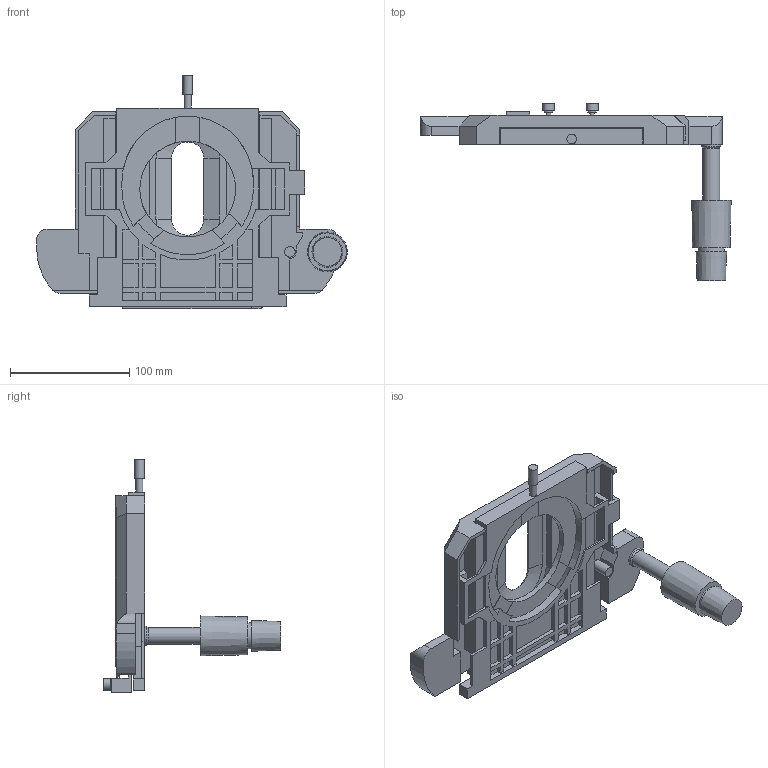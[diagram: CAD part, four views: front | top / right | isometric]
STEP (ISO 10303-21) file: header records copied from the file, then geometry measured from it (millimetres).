
FILE_DESCRIPTION(/* description */ (''),/* implementation_level */ '2;1');
FILE_NAME(/* name */ 'Temporary - XY Microscope Stage (CSS2001).step',/* time_stamp */ '2024-06-17T21:33:53-04:00',/* author */ (''),/* organization */ (''),/* preprocessor_version */ 'ST-DEVELOPER v20',/* originating_system */ 'Autodesk Translation Framework v12.20.1.177',/* authorisation */ '');
FILE_SCHEMA (('AUTOMOTIVE_DESIGN { 1 0 10303 214 3 1 1 }'));
Length unit declared in the file: inch
Products named in the file (1): Temporary - XY Microscope Stage (CSS2001)
Bounding box: 259.82 x 148.62 x 195.5 mm (x, y, z)
Volume: 525798 mm3; surface area: 161009.3 mm2
Topology: 1 solids, 1 shells, 326 faces, 910 edges, 600 vertices
Faces by surface type: plane 265, cylinder 54, cone 7
Full cylindrical faces by diameter (mm): 4 x2, 6 x1, 7 x2, 8 x1, 9 x1, 10 x2, 14 x1, 16 x1, 22 x1, 80.2 x1
Entity records: 10444 total; most frequent: CARTESIAN_POINT 1849, ORIENTED_EDGE 1820, DIRECTION 1691, EDGE_CURVE 910, LINE 775, VECTOR 775, VERTEX_POINT 600, AXIS2_PLACEMENT_3D 458
